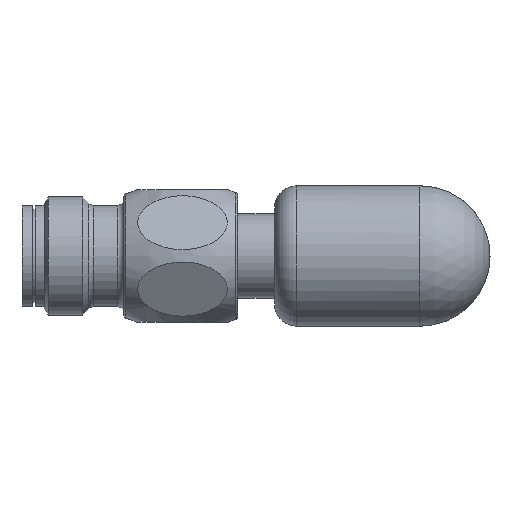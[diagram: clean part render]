
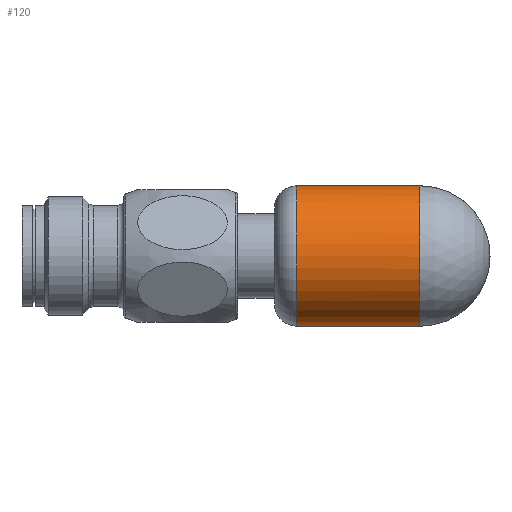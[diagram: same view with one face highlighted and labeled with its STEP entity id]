
A CAD part, top view. The second image highlights one B-rep face of the part: STEP entity #120.
In plain terms, the highlighted cylindrical face has radius 4.75 mm (diameter 9.5 mm), a full revolution.
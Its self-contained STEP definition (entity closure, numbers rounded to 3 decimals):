
#64=B_SPLINE_CURVE_WITH_KNOTS('',3,(#1071,#1072,#1073,#1074,#1075,#1076,
#1077,#1078,#1079,#1080,#1081,#1082,#1083,#1084,#1085,#1086,#1087,#1088,
#1089,#1090,#1091,#1092,#1093,#1094,#1095,#1096,#1097,#1098,#1099,#1100,
#1101,#1102,#1103,#1104,#1105,#1106,#1107,#1108,#1109,#1110),
 .UNSPECIFIED.,.F.,.F.,(4,2,2,2,2,2,2,2,2,2,2,2,2,2,2,2,2,2,2,4),(0.,0.062,
0.094,0.109,0.125,0.187,
0.219,0.234,0.25,0.5,
0.625,0.687,0.719,0.734,
0.75,0.812,0.844,0.859,
0.875,1.),.UNSPECIFIED.);
#120=ADVANCED_FACE('',(#180,#181),#159,.T.);
#159=CYLINDRICAL_SURFACE('',#651,4.75);
#180=FACE_BOUND('',#259,.T.);
#181=FACE_BOUND('',#260,.T.);
#259=EDGE_LOOP('',(#376));
#260=EDGE_LOOP('',(#377,#378));
#376=ORIENTED_EDGE('',*,*,#525,.T.);
#377=ORIENTED_EDGE('',*,*,#524,.T.);
#378=ORIENTED_EDGE('',*,*,#523,.T.);
#457=VERTEX_POINT('',#925);
#465=VERTEX_POINT('',#1057);
#466=VERTEX_POINT('',#1192);
#523=EDGE_CURVE('',#457,#465,#64,.T.);
#524=EDGE_CURVE('',#465,#457,#576,.T.);
#525=EDGE_CURVE('',#466,#466,#577,.T.);
#576=CIRCLE('',#648,4.75);
#577=CIRCLE('',#650,4.75);
#648=AXIS2_PLACEMENT_3D('',#1189,#761,#762);
#650=AXIS2_PLACEMENT_3D('',#1191,#765,#766);
#651=AXIS2_PLACEMENT_3D('',#1193,#767,#768);
#761=DIRECTION('',(-1.,0.,0.));
#762=DIRECTION('',(0.,-1.,0.));
#765=DIRECTION('',(1.,0.,0.));
#766=DIRECTION('',(0.,-1.,0.));
#767=DIRECTION('',(-1.,0.,0.));
#768=DIRECTION('',(0.,-1.,0.));
#925=CARTESIAN_POINT('',(49.85,54.694,82.273));
#1057=CARTESIAN_POINT('',(49.85,45.306,82.273));
#1071=CARTESIAN_POINT('',(49.85,54.694,82.273));
#1072=CARTESIAN_POINT('',(49.683,54.69,82.244));
#1073=CARTESIAN_POINT('',(49.416,54.674,82.131));
#1074=CARTESIAN_POINT('',(48.865,54.607,81.84));
#1075=CARTESIAN_POINT('',(48.656,54.577,81.722));
#1076=CARTESIAN_POINT('',(48.304,54.514,81.519));
#1077=CARTESIAN_POINT('',(48.181,54.489,81.446));
#1078=CARTESIAN_POINT('',(47.922,54.433,81.293));
#1079=CARTESIAN_POINT('',(47.741,54.39,81.185));
#1080=CARTESIAN_POINT('',(47.254,54.265,80.894));
#1081=CARTESIAN_POINT('',(46.889,54.149,80.675));
#1082=CARTESIAN_POINT('',(46.38,53.955,80.367));
#1083=CARTESIAN_POINT('',(46.217,53.888,80.268));
#1084=CARTESIAN_POINT('',(45.981,53.782,80.125));
#1085=CARTESIAN_POINT('',(45.904,53.746,80.078));
#1086=CARTESIAN_POINT('',(45.752,53.672,79.987));
#1087=CARTESIAN_POINT('',(45.719,53.656,79.966));
#1088=CARTESIAN_POINT('',(43.806,52.656,78.806));
#1089=CARTESIAN_POINT('',(42.903,51.289,78.254));
#1090=CARTESIAN_POINT('',(42.893,49.377,78.248));
#1091=CARTESIAN_POINT('',(43.116,48.716,78.376));
#1092=CARTESIAN_POINT('',(43.79,47.781,78.786));
#1093=CARTESIAN_POINT('',(44.071,47.479,78.959));
#1094=CARTESIAN_POINT('',(44.578,47.054,79.27));
#1095=CARTESIAN_POINT('',(44.761,46.917,79.382));
#1096=CARTESIAN_POINT('',(45.057,46.72,79.563));
#1097=CARTESIAN_POINT('',(45.159,46.656,79.626));
#1098=CARTESIAN_POINT('',(45.37,46.53,79.755));
#1099=CARTESIAN_POINT('',(45.52,46.448,79.845));
#1100=CARTESIAN_POINT('',(45.882,46.258,80.065));
#1101=CARTESIAN_POINT('',(46.197,46.115,80.256));
#1102=CARTESIAN_POINT('',(46.708,45.92,80.565));
#1103=CARTESIAN_POINT('',(46.885,45.858,80.672));
#1104=CARTESIAN_POINT('',(47.16,45.77,80.838));
#1105=CARTESIAN_POINT('',(47.254,45.742,80.894));
#1106=CARTESIAN_POINT('',(47.443,45.688,81.007));
#1107=CARTESIAN_POINT('',(47.496,45.673,81.038));
#1108=CARTESIAN_POINT('',(48.779,45.344,81.804));
#1109=CARTESIAN_POINT('',(49.516,45.315,82.215));
#1110=CARTESIAN_POINT('',(49.85,45.306,82.273));
#1189=CARTESIAN_POINT('',(49.85,50.,83.));
#1191=CARTESIAN_POINT('',(41.503,50.,83.));
#1192=CARTESIAN_POINT('',(41.503,45.25,83.));
#1193=CARTESIAN_POINT('',(54.9,50.,83.));
